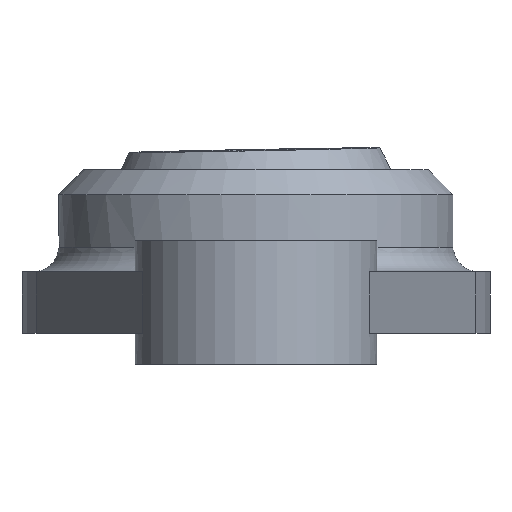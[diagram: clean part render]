
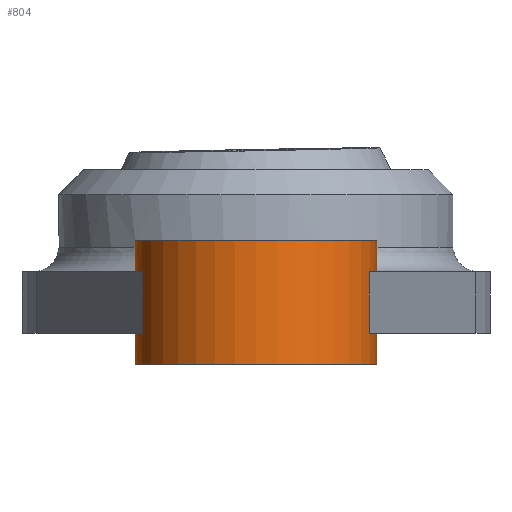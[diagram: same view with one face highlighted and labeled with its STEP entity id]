
A CAD part, left-side view. The second image highlights one B-rep face of the part: STEP entity #804.
In plain terms, the highlighted cylindrical face has radius 9.8 mm (diameter 19.6 mm), a partial arc.
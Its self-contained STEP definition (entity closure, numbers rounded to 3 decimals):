
#48=LINE('',#1270,#112);
#56=LINE('',#1305,#120);
#61=LINE('',#1333,#125);
#62=LINE('',#1337,#126);
#63=LINE('',#1339,#127);
#64=LINE('',#1343,#128);
#112=VECTOR('',#995,2.5);
#120=VECTOR('',#1019,2.5);
#125=VECTOR('',#1036,5.);
#126=VECTOR('',#1041,2.5);
#127=VECTOR('',#1042,2.5);
#128=VECTOR('',#1045,5.);
#168=CYLINDRICAL_SURFACE('',#874,9.8);
#209=FACE_OUTER_BOUND('',#262,.T.);
#262=EDGE_LOOP('',(#611,#612,#613,#614,#615,#616,#617,#618,#619,#620,#621,
#622));
#310=CIRCLE('',#858,9.8);
#312=CIRCLE('',#863,9.8);
#318=CIRCLE('',#875,9.8);
#319=CIRCLE('',#876,9.8);
#320=CIRCLE('',#877,9.8);
#321=CIRCLE('',#878,9.8);
#364=VERTEX_POINT('',#1262);
#365=VERTEX_POINT('',#1264);
#366=VERTEX_POINT('',#1269);
#368=VERTEX_POINT('',#1276);
#369=VERTEX_POINT('',#1278);
#375=VERTEX_POINT('',#1303);
#381=VERTEX_POINT('',#1329);
#382=VERTEX_POINT('',#1331);
#383=VERTEX_POINT('',#1335);
#384=VERTEX_POINT('',#1338);
#385=VERTEX_POINT('',#1340);
#386=VERTEX_POINT('',#1342);
#445=EDGE_CURVE('',#365,#364,#310,.T.);
#448=EDGE_CURVE('',#366,#365,#48,.T.);
#452=EDGE_CURVE('',#369,#368,#312,.T.);
#461=EDGE_CURVE('',#375,#364,#56,.T.);
#470=EDGE_CURVE('',#382,#381,#61,.T.);
#471=EDGE_CURVE('',#383,#382,#318,.T.);
#472=EDGE_CURVE('',#369,#383,#62,.T.);
#473=EDGE_CURVE('',#368,#384,#63,.T.);
#474=EDGE_CURVE('',#385,#384,#319,.T.);
#475=EDGE_CURVE('',#386,#385,#64,.T.);
#476=EDGE_CURVE('',#366,#386,#320,.T.);
#477=EDGE_CURVE('',#381,#375,#321,.T.);
#611=ORIENTED_EDGE('',*,*,#471,.F.);
#612=ORIENTED_EDGE('',*,*,#472,.F.);
#613=ORIENTED_EDGE('',*,*,#452,.T.);
#614=ORIENTED_EDGE('',*,*,#473,.T.);
#615=ORIENTED_EDGE('',*,*,#474,.F.);
#616=ORIENTED_EDGE('',*,*,#475,.F.);
#617=ORIENTED_EDGE('',*,*,#476,.F.);
#618=ORIENTED_EDGE('',*,*,#448,.T.);
#619=ORIENTED_EDGE('',*,*,#445,.T.);
#620=ORIENTED_EDGE('',*,*,#461,.F.);
#621=ORIENTED_EDGE('',*,*,#477,.F.);
#622=ORIENTED_EDGE('',*,*,#470,.F.);
#804=ADVANCED_FACE('',(#209),#168,.T.);
#858=AXIS2_PLACEMENT_3D('',#1265,#989,#990);
#863=AXIS2_PLACEMENT_3D('',#1279,#1004,#1005);
#874=AXIS2_PLACEMENT_3D('',#1334,#1037,#1038);
#875=AXIS2_PLACEMENT_3D('',#1336,#1039,#1040);
#876=AXIS2_PLACEMENT_3D('',#1341,#1043,#1044);
#877=AXIS2_PLACEMENT_3D('',#1344,#1046,#1047);
#878=AXIS2_PLACEMENT_3D('',#1345,#1048,#1049);
#989=DIRECTION('center_axis',(0.,0.,-1.));
#990=DIRECTION('ref_axis',(0.,1.,0.));
#995=DIRECTION('',(0.,0.,1.));
#1004=DIRECTION('center_axis',(0.,0.,1.));
#1005=DIRECTION('ref_axis',(0.,1.,0.));
#1019=DIRECTION('',(0.,0.,1.));
#1036=DIRECTION('',(0.,0.,1.));
#1037=DIRECTION('center_axis',(0.,0.,1.));
#1038=DIRECTION('ref_axis',(-0.347,0.938,0.));
#1039=DIRECTION('center_axis',(0.,0.,1.));
#1040=DIRECTION('ref_axis',(0.,1.,0.));
#1041=DIRECTION('',(0.,0.,1.));
#1042=DIRECTION('',(0.,0.,1.));
#1043=DIRECTION('center_axis',(0.,0.,1.));
#1044=DIRECTION('ref_axis',(0.,1.,0.));
#1045=DIRECTION('',(0.,0.,-1.));
#1046=DIRECTION('center_axis',(0.,0.,-1.));
#1047=DIRECTION('ref_axis',(0.,1.,0.));
#1048=DIRECTION('center_axis',(0.,0.,-1.));
#1049=DIRECTION('ref_axis',(0.,1.,0.));
#1262=CARTESIAN_POINT('',(-26.5,9.8,10.));
#1264=CARTESIAN_POINT('',(-26.5,-9.8,10.));
#1265=CARTESIAN_POINT('Origin',(-26.5,0.,10.));
#1269=CARTESIAN_POINT('',(-26.5,-9.8,7.5));
#1270=CARTESIAN_POINT('',(-26.5,-9.8,7.5));
#1276=CARTESIAN_POINT('',(-26.5,-9.8,0.));
#1278=CARTESIAN_POINT('',(-26.5,9.8,0.));
#1279=CARTESIAN_POINT('Origin',(-26.5,0.,0.));
#1303=CARTESIAN_POINT('',(-26.5,9.8,7.5));
#1305=CARTESIAN_POINT('',(-26.5,9.8,7.5));
#1329=CARTESIAN_POINT('',(-29.902,9.19,7.5));
#1331=CARTESIAN_POINT('',(-29.902,9.19,2.5));
#1333=CARTESIAN_POINT('',(-29.902,9.19,2.5));
#1334=CARTESIAN_POINT('Origin',(-26.5,0.,2.5));
#1335=CARTESIAN_POINT('',(-26.5,9.8,2.5));
#1336=CARTESIAN_POINT('Origin',(-26.5,0.,2.5));
#1337=CARTESIAN_POINT('',(-26.5,9.8,0.));
#1338=CARTESIAN_POINT('',(-26.5,-9.8,2.5));
#1339=CARTESIAN_POINT('',(-26.5,-9.8,0.));
#1340=CARTESIAN_POINT('',(-29.902,-9.19,2.5));
#1341=CARTESIAN_POINT('Origin',(-26.5,0.,2.5));
#1342=CARTESIAN_POINT('',(-29.902,-9.19,7.5));
#1343=CARTESIAN_POINT('',(-29.902,-9.19,7.5));
#1344=CARTESIAN_POINT('Origin',(-26.5,0.,7.5));
#1345=CARTESIAN_POINT('Origin',(-26.5,0.,7.5));
